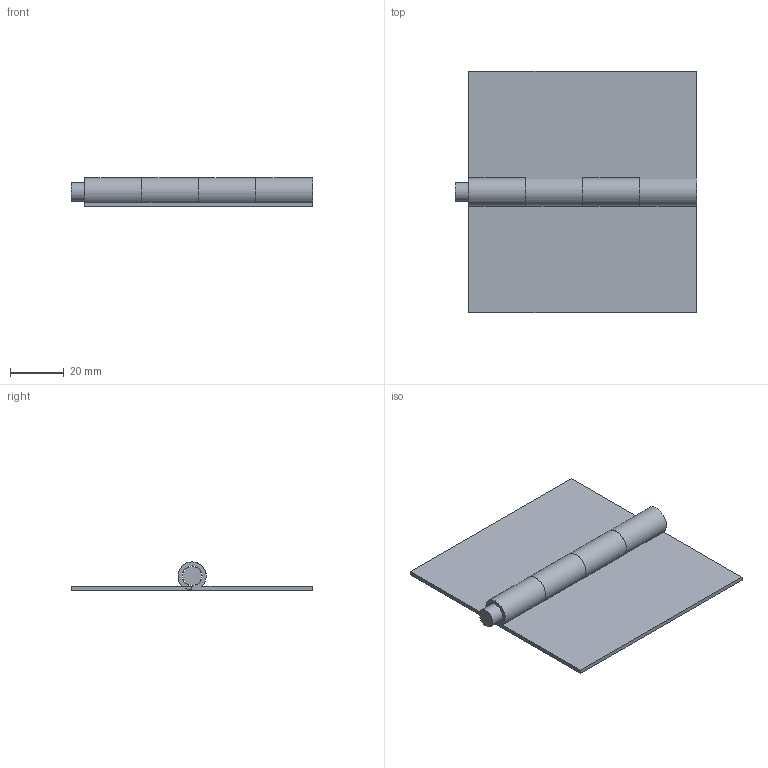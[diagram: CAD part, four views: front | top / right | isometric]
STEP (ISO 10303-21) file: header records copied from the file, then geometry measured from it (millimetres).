
FILE_DESCRIPTION(/* description */ ('','CAx-IF Rec.Pracs.---Representation and Presentation of Product Manufacturing Information (PMI)---4.0---2014-10-13'),/* implementation_level */ '2;1');
FILE_NAME(/* name */ 'DoorHinge.step',/* time_stamp */ '2025-03-19T14:38:55+03:00',/* author */ (''),/* organization */ (''),/* preprocessor_version */ 'ST-DEVELOPER v20',/* originating_system */ 'Autodesk Translation Framework v13.20.0.188',/* authorisation */ '');
FILE_SCHEMA (('AP242_MANAGED_MODEL_BASED_3D_ENGINEERING_MIM_LF { 1 0 10303 442 1 1 4 }'));
Length unit declared in the file: millimetre
Products named in the file (4): BracketSketch; Hinge1; Hinge2; InsideRod
Assembly tree (3 placements, depth 2):
  BracketSketch
    Hinge1
    Hinge2
    InsideRod
Bounding box: 90 x 90.06 x 10.5 mm (x, y, z)
Volume: 18032.7 mm3; surface area: 22361.8 mm2
Topology: 3 solids, 3 shells, 30 faces, 72 edges, 45 vertices
Faces by surface type: plane 21, cylinder 9
Full cylindrical faces by diameter (mm): 7 x1, 7.5 x4
Entity records: 998 total; most frequent: DIRECTION 167, CARTESIAN_POINT 154, ORIENTED_EDGE 144, EDGE_CURVE 72, AXIS2_PLACEMENT_3D 58, LINE 51, VECTOR 51, VERTEX_POINT 45
